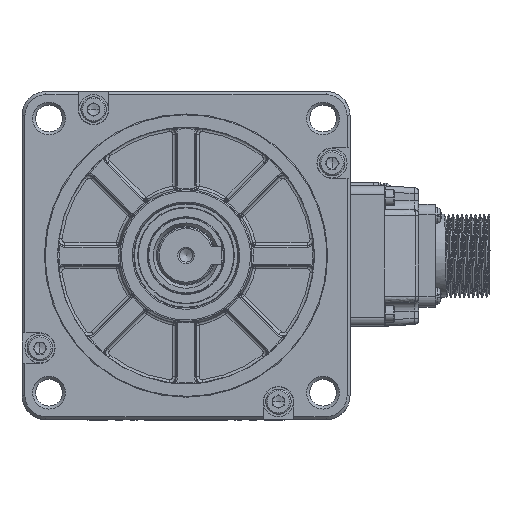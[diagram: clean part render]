
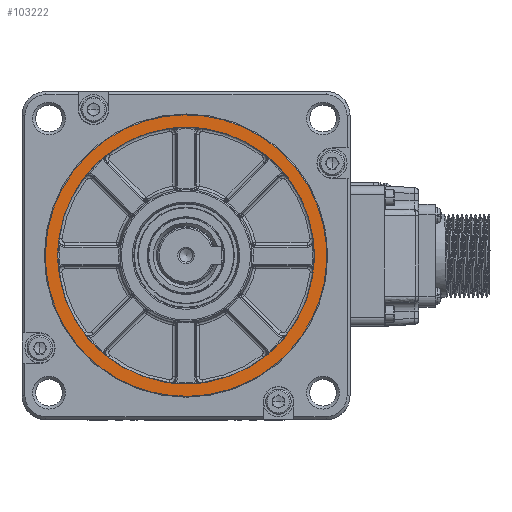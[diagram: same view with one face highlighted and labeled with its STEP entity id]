
A CAD part, top view. The second image highlights one B-rep face of the part: STEP entity #103222.
In plain terms, the highlighted planar face has unit normal (0, 0, 1).
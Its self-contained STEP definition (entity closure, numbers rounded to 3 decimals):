
#102794=CARTESIAN_POINT('',(-65.384,-21.39,126.));
#102795=VERTEX_POINT('',#102794);
#102805=CARTESIAN_POINT('',(-65.384,-21.39,126.));
#102806=CARTESIAN_POINT('',(-65.384,25.81,126.));
#102807=CARTESIAN_POINT('',(-18.184,25.81,126.));
#102808=CARTESIAN_POINT('',(29.016,25.81,126.));
#102809=CARTESIAN_POINT('',(29.016,-21.39,126.));
#102810=CARTESIAN_POINT('',(29.016,-26.039,126.));
#102811=CARTESIAN_POINT('',(28.109,-30.599,126.));
#102812=CARTESIAN_POINT('',(27.202,-35.158,126.));
#102813=CARTESIAN_POINT('',(25.423,-39.453,126.));
#102814=CARTESIAN_POINT('',(23.644,-43.748,126.));
#102815=CARTESIAN_POINT('',(21.061,-47.613,126.));
#102816=CARTESIAN_POINT('',(18.479,-51.479,126.));
#102817=CARTESIAN_POINT('',(15.191,-54.766,126.));
#102818=CARTESIAN_POINT('',(11.904,-58.053,126.));
#102819=CARTESIAN_POINT('',(8.039,-60.636,126.));
#102820=CARTESIAN_POINT('',(4.174,-63.218,126.));
#102821=CARTESIAN_POINT('',(-0.121,-64.997,126.));
#102822=CARTESIAN_POINT('',(-4.416,-66.776,126.));
#102823=CARTESIAN_POINT('',(-8.976,-67.683,126.));
#102824=CARTESIAN_POINT('',(-13.535,-68.59,126.));
#102825=CARTESIAN_POINT('',(-18.184,-68.59,126.));
#102826=CARTESIAN_POINT('',(-22.833,-68.59,126.));
#102827=CARTESIAN_POINT('',(-27.392,-67.683,126.));
#102828=CARTESIAN_POINT('',(-31.952,-66.776,126.));
#102829=CARTESIAN_POINT('',(-36.247,-64.997,126.));
#102830=CARTESIAN_POINT('',(-40.542,-63.218,126.));
#102831=CARTESIAN_POINT('',(-44.407,-60.636,126.));
#102832=CARTESIAN_POINT('',(-48.272,-58.053,126.));
#102833=CARTESIAN_POINT('',(-51.559,-54.766,126.));
#102834=CARTESIAN_POINT('',(-54.847,-51.479,126.));
#102835=CARTESIAN_POINT('',(-57.429,-47.613,126.));
#102836=CARTESIAN_POINT('',(-60.012,-43.748,126.));
#102837=CARTESIAN_POINT('',(-61.791,-39.453,126.));
#102838=CARTESIAN_POINT('',(-63.57,-35.158,126.));
#102839=CARTESIAN_POINT('',(-64.477,-30.599,126.));
#102840=CARTESIAN_POINT('',(-65.384,-26.039,126.));
#102841=CARTESIAN_POINT('',(-65.384,-21.39,126.));
#102842=(BOUNDED_CURVE()B_SPLINE_CURVE(2,(#102805,#102806,#102807,#102808,#102809,#102810,#102811,#102812,#102813,#102814,#102815,#102816,#102817,#102818,#102819,#102820,#102821,#102822,#102823,#102824,#102825,#102826,#102827,#102828,#102829,#102830,#102831,#102832,#102833,#102834,#102835,#102836,#102837,#102838,#102839,#102840,#102841),.UNSPECIFIED.,.T.,.U.)B_SPLINE_CURVE_WITH_KNOTS((3,2,2,2,2,2,2,2,2,2,2,2,2,2,2,2,2,2,3),(0.,0.5,1.,1.07,1.139,1.209,1.279,1.348,1.418,1.488,1.557,1.627,1.696,1.766,1.836,1.905,1.975,2.045,2.114),.UNSPECIFIED.)CURVE()GEOMETRIC_REPRESENTATION_ITEM()RATIONAL_B_SPLINE_CURVE((1.,0.707,1.,0.707,1.,1.,1.,1.,1.,1.,1.,1.,1.,1.,1.,1.,1.,1.,1.,1.,1.,1.,1.,1.,1.,1.,1.,1.,1.,1.,1.,1.,1.,1.,1.,1.,1.))REPRESENTATION_ITEM(''));
#102843=EDGE_CURVE('',#102795,#102795,#102842,.T.);
#103165=CARTESIAN_POINT('',(-18.184,-21.39,126.));
#103166=DIRECTION('',(1.,0.,0.));
#103167=DIRECTION('',(0.,0.,1.));
#103168=AXIS2_PLACEMENT_3D('',#103165,#103167,#103166);
#103169=PLANE('',#103168);
#103170=ORIENTED_EDGE('',*,*,#102843,.F.);
#103171=EDGE_LOOP('',(#103170));
#103172=FACE_OUTER_BOUND('',#103171,.T.);
#103173=CARTESIAN_POINT('',(-61.184,-21.39,126.));
#103174=VERTEX_POINT('',#103173);
#103175=CARTESIAN_POINT('',(24.816,-21.39,126.));
#103176=VERTEX_POINT('',#103175);
#103177=CARTESIAN_POINT('',(-61.184,-21.39,126.));
#103178=CARTESIAN_POINT('',(-61.184,-17.155,126.));
#103179=CARTESIAN_POINT('',(-60.358,-13.001,126.));
#103180=CARTESIAN_POINT('',(-59.532,-8.848,126.));
#103181=CARTESIAN_POINT('',(-57.911,-4.935,126.));
#103182=CARTESIAN_POINT('',(-56.29,-1.022,126.));
#103183=CARTESIAN_POINT('',(-53.937,2.499,126.));
#103184=CARTESIAN_POINT('',(-51.584,6.021,126.));
#103185=CARTESIAN_POINT('',(-48.59,9.015,126.));
#103186=CARTESIAN_POINT('',(-45.595,12.01,126.));
#103187=CARTESIAN_POINT('',(-42.074,14.363,126.));
#103188=CARTESIAN_POINT('',(-38.552,16.716,126.));
#103189=CARTESIAN_POINT('',(-34.639,18.336,126.));
#103190=CARTESIAN_POINT('',(-30.727,19.957,126.));
#103191=CARTESIAN_POINT('',(-26.573,20.783,126.));
#103192=CARTESIAN_POINT('',(-22.419,21.61,126.));
#103193=CARTESIAN_POINT('',(-18.184,21.61,126.));
#103194=CARTESIAN_POINT('',(-13.949,21.61,126.));
#103195=CARTESIAN_POINT('',(-9.795,20.783,126.));
#103196=CARTESIAN_POINT('',(-5.641,19.957,126.));
#103197=CARTESIAN_POINT('',(-1.729,18.336,126.));
#103198=CARTESIAN_POINT('',(2.184,16.716,126.));
#103199=CARTESIAN_POINT('',(5.705,14.363,126.));
#103200=CARTESIAN_POINT('',(9.227,12.01,126.));
#103201=CARTESIAN_POINT('',(12.222,9.015,126.));
#103202=CARTESIAN_POINT('',(15.216,6.021,126.));
#103203=CARTESIAN_POINT('',(17.569,2.499,126.));
#103204=CARTESIAN_POINT('',(19.922,-1.022,126.));
#103205=CARTESIAN_POINT('',(21.543,-4.935,126.));
#103206=CARTESIAN_POINT('',(23.163,-8.848,126.));
#103207=CARTESIAN_POINT('',(23.99,-13.001,126.));
#103208=CARTESIAN_POINT('',(24.816,-17.155,126.));
#103209=CARTESIAN_POINT('',(24.816,-21.39,126.));
#103210=B_SPLINE_CURVE_WITH_KNOTS('',2,(#103177,#103178,#103179,#103180,#103181,#103182,#103183,#103184,#103185,#103186,#103187,#103188,#103189,#103190,#103191,#103192,#103193,#103194,#103195,#103196,#103197,#103198,#103199,#103200,#103201,#103202,#103203,#103204,#103205,#103206,#103207,#103208,#103209),.UNSPECIFIED.,.F.,.U.,(3,2,2,2,2,2,2,2,2,2,2,2,2,2,2,2,3),(0.5,0.531,0.563,0.594,0.625,0.656,0.688,0.719,0.75,0.781,0.813,0.844,0.875,0.906,0.938,0.969,1.),.UNSPECIFIED.);
#103211=EDGE_CURVE('',#103174,#103176,#103210,.T.);
#103212=ORIENTED_EDGE('',*,*,#103211,.T.);
#103213=CARTESIAN_POINT('',(-18.184,-21.39,126.));
#103214=DIRECTION('',(1.,0.,0.));
#103215=DIRECTION('',(0.,0.,-1.));
#103216=AXIS2_PLACEMENT_3D('',#103213,#103215,#103214);
#103217=CIRCLE('',#103216,43.);
#103218=EDGE_CURVE('',#103176,#103174,#103217,.T.);
#103219=ORIENTED_EDGE('',*,*,#103218,.T.);
#103220=EDGE_LOOP('',(#103212,#103219));
#103221=FACE_BOUND('',#103220,.T.);
#103222=ADVANCED_FACE('',(#103172,#103221),#103169,.T.);
